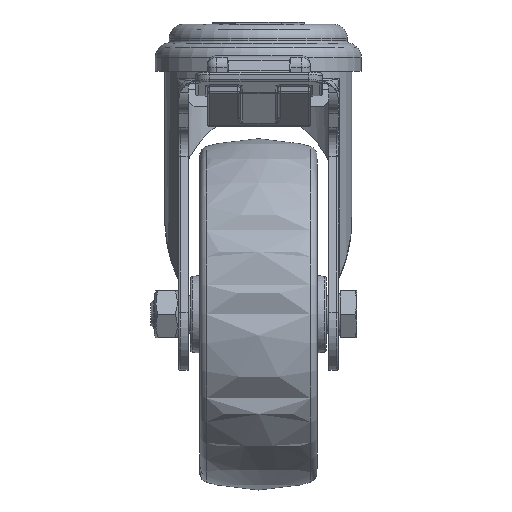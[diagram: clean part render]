
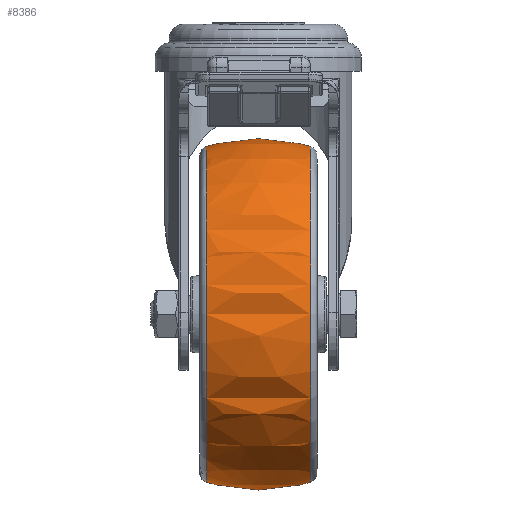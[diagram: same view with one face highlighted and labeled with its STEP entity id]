
A CAD part, left-side view. The second image highlights one B-rep face of the part: STEP entity #8386.
In plain terms, the highlighted spherical face has radius 37.5 mm.
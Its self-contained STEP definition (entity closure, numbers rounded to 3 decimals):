
#66=SPHERICAL_SURFACE($,#9194,37.5);
#368=FACE_BOUND($,#2020,.T.);
#369=FACE_BOUND($,#2021,.T.);
#679=CIRCLE($,#9193,35.822);
#680=CIRCLE($,#9195,35.822);
#2020=EDGE_LOOP($,(#6830));
#2021=EDGE_LOOP($,(#6831));
#3928=VERTEX_POINT($,#15419);
#3929=VERTEX_POINT($,#15422);
#4920=EDGE_CURVE($,#3928,#3928,#679,.T.);
#4921=EDGE_CURVE($,#3929,#3929,#680,.T.);
#6830=ORIENTED_EDGE($,*,*,#4921,.F.);
#6831=ORIENTED_EDGE($,*,*,#4920,.T.);
#8386=ADVANCED_FACE($,(#368,#369),#66,.T.);
#9193=AXIS2_PLACEMENT_3D($,#15420,#11085,#11086);
#9194=AXIS2_PLACEMENT_3D($,#15421,#11087,#11088);
#9195=AXIS2_PLACEMENT_3D($,#15423,#11089,#11090);
#11085=DIRECTION('center_axis',(1.,0.,0.));
#11086=DIRECTION('ref_axis',(0.,1.,0.));
#11087=DIRECTION('center_axis',(0.,0.,1.));
#11088=DIRECTION('ref_axis',(1.,0.,0.));
#11089=DIRECTION('center_axis',(1.,0.,0.));
#11090=DIRECTION('ref_axis',(0.,1.,0.));
#15419=CARTESIAN_POINT('',(-11.092,35.822,0.));
#15420=CARTESIAN_POINT('Origin',(-11.092,0.,0.));
#15421=CARTESIAN_POINT('Origin',(0.,0.,0.));
#15422=CARTESIAN_POINT('',(11.092,35.822,0.));
#15423=CARTESIAN_POINT('Origin',(11.092,0.,0.));
